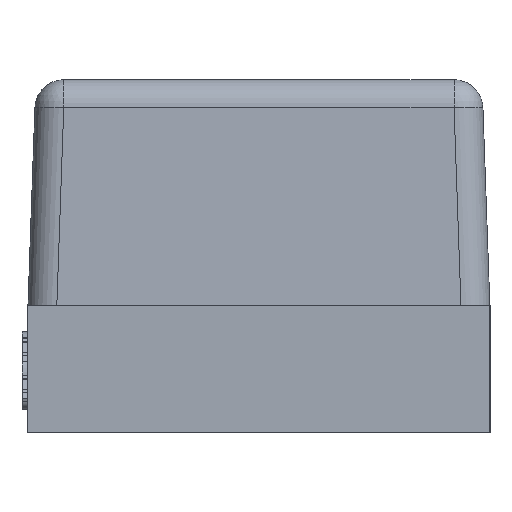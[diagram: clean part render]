
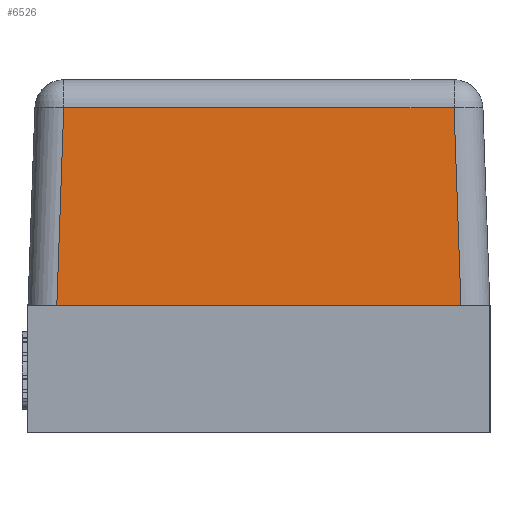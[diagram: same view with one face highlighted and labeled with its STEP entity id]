
A CAD part, left-side view. The second image highlights one B-rep face of the part: STEP entity #6526.
In plain terms, the highlighted planar face has unit normal (-0.999, 0, 0.035).
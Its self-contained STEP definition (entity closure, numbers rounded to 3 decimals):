
#429=FACE_OUTER_BOUND('',#779,.T.);
#779=EDGE_LOOP('',(#4089,#4090,#4091,#4092));
#1164=LINE('',#8642,#1851);
#1165=LINE('',#8644,#1852);
#1166=LINE('',#8646,#1853);
#1167=LINE('',#8647,#1854);
#1851=VECTOR('',#7257,1.);
#1852=VECTOR('',#7258,1.);
#1853=VECTOR('',#7259,1.);
#1854=VECTOR('',#7260,1.);
#2538=VERTEX_POINT('',#8640);
#2539=VERTEX_POINT('',#8641);
#2540=VERTEX_POINT('',#8643);
#2541=VERTEX_POINT('',#8645);
#3156=EDGE_CURVE('',#2538,#2539,#1164,.T.);
#3157=EDGE_CURVE('',#2539,#2540,#1165,.T.);
#3158=EDGE_CURVE('',#2540,#2541,#1166,.T.);
#3159=EDGE_CURVE('',#2541,#2538,#1167,.T.);
#4089=ORIENTED_EDGE('',*,*,#3156,.T.);
#4090=ORIENTED_EDGE('',*,*,#3157,.T.);
#4091=ORIENTED_EDGE('',*,*,#3158,.T.);
#4092=ORIENTED_EDGE('',*,*,#3159,.T.);
#5949=PLANE('',#6895);
#6526=ADVANCED_FACE('',(#429),#5949,.T.);
#6895=AXIS2_PLACEMENT_3D('',#8639,#7255,#7256);
#7255=DIRECTION('center_axis',(-0.999,0.,0.035));
#7256=DIRECTION('ref_axis',(0.035,0.,0.999));
#7257=DIRECTION('',(0.,1.,0.));
#7258=DIRECTION('',(-0.035,0.035,-0.999));
#7259=DIRECTION('',(0.,-1.,0.));
#7260=DIRECTION('',(0.035,0.035,0.999));
#8639=CARTESIAN_POINT('Origin',(-0.6,0.4,0.21));
#8640=CARTESIAN_POINT('',(-0.588,-0.338,0.562));
#8641=CARTESIAN_POINT('',(-0.588,0.338,0.562));
#8642=CARTESIAN_POINT('',(-0.588,0.386,0.562));
#8643=CARTESIAN_POINT('',(-0.6,0.35,0.21));
#8644=CARTESIAN_POINT('',(-0.6,0.35,0.208));
#8645=CARTESIAN_POINT('',(-0.6,-0.35,0.21));
#8646=CARTESIAN_POINT('',(-0.6,0.4,0.21));
#8647=CARTESIAN_POINT('',(-0.599,-0.349,0.236));
